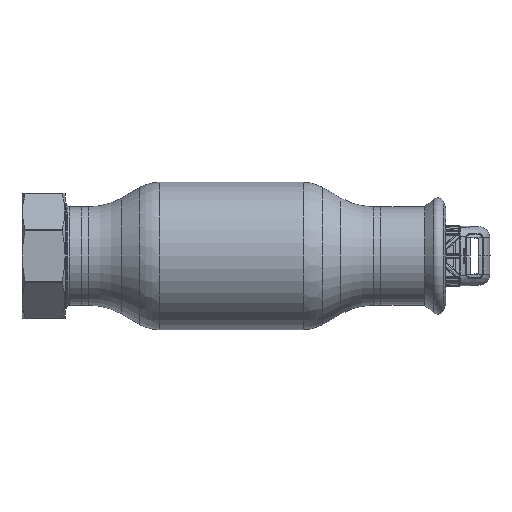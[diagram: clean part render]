
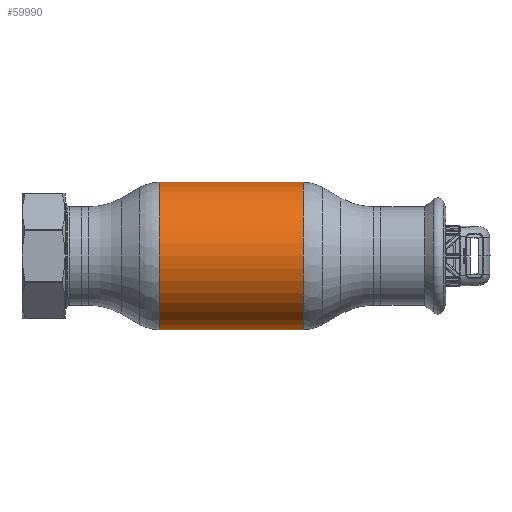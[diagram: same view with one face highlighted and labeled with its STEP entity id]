
A CAD part, front view. The second image highlights one B-rep face of the part: STEP entity #59990.
In plain terms, the highlighted cylindrical face has radius 34 mm (diameter 68 mm), a partial arc.
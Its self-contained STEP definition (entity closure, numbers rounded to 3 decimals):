
#676 = CARTESIAN_POINT ( 'NONE',  ( 33.177, 0., 0. ) ) ;
#706 = CIRCLE ( 'NONE', #54435, 34. ) ;
#1153 = VECTOR ( 'NONE', #30730, 1000. ) ;
#3416 = EDGE_LOOP ( 'NONE', ( #43167, #22340, #63515, #15587 ) ) ;
#4352 = VERTEX_POINT ( 'NONE', #9461 ) ;
#4691 = EDGE_CURVE ( 'NONE', #31582, #48938, #8085, .T. ) ;
#7188 = CARTESIAN_POINT ( 'NONE',  ( -33.177, 0., 34. ) ) ;
#8085 = LINE ( 'NONE', #21657, #1153 ) ;
#9461 = CARTESIAN_POINT ( 'NONE',  ( 33.177, 0., 34. ) ) ;
#9462 = CIRCLE ( 'NONE', #22701, 34. ) ;
#10581 = DIRECTION ( 'NONE',  ( -1., 0., 0. ) ) ;
#13441 = DIRECTION ( 'NONE',  ( -1., 0., 0. ) ) ;
#15524 = LINE ( 'NONE', #53265, #32431 ) ;
#15587 = ORIENTED_EDGE ( 'NONE', *, *, #60651, .F. ) ;
#16195 = CYLINDRICAL_SURFACE ( 'NONE', #19817, 34. ) ;
#18483 = DIRECTION ( 'NONE',  ( -1., 0., 0. ) ) ;
#19817 = AXIS2_PLACEMENT_3D ( 'NONE', #25998, #55234, #50468 ) ;
#20818 = FACE_OUTER_BOUND ( 'NONE', #3416, .T. ) ;
#21657 = CARTESIAN_POINT ( 'NONE',  ( -62.69, 0., -34. ) ) ;
#22340 = ORIENTED_EDGE ( 'NONE', *, *, #49853, .T. ) ;
#22701 = AXIS2_PLACEMENT_3D ( 'NONE', #676, #10581, #44925 ) ;
#25269 = EDGE_CURVE ( 'NONE', #4352, #25932, #15524, .T. ) ;
#25932 = VERTEX_POINT ( 'NONE', #7188 ) ;
#25998 = CARTESIAN_POINT ( 'NONE',  ( -62.69, 0., 0. ) ) ;
#30730 = DIRECTION ( 'NONE',  ( -1., 0., 0. ) ) ;
#31582 = VERTEX_POINT ( 'NONE', #60138 ) ;
#32431 = VECTOR ( 'NONE', #18483, 1000. ) ;
#33506 = CARTESIAN_POINT ( 'NONE',  ( -33.177, 0., -34. ) ) ;
#38384 = DIRECTION ( 'NONE',  ( 0., 0., 1. ) ) ;
#43167 = ORIENTED_EDGE ( 'NONE', *, *, #4691, .F. ) ;
#44925 = DIRECTION ( 'NONE',  ( 0., 0., 1. ) ) ;
#48938 = VERTEX_POINT ( 'NONE', #33506 ) ;
#49853 = EDGE_CURVE ( 'NONE', #31582, #4352, #9462, .T. ) ;
#50468 = DIRECTION ( 'NONE',  ( 0., 0., 1. ) ) ;
#53265 = CARTESIAN_POINT ( 'NONE',  ( -62.69, 0., 34. ) ) ;
#54435 = AXIS2_PLACEMENT_3D ( 'NONE', #62745, #13441, #38384 ) ;
#55234 = DIRECTION ( 'NONE',  ( -1., 0., 0. ) ) ;
#59990 = ADVANCED_FACE ( 'NONE', ( #20818 ), #16195, .T. ) ;
#60138 = CARTESIAN_POINT ( 'NONE',  ( 33.177, 0., -34. ) ) ;
#60651 = EDGE_CURVE ( 'NONE', #48938, #25932, #706, .T. ) ;
#62745 = CARTESIAN_POINT ( 'NONE',  ( -33.177, 0., 0. ) ) ;
#63515 = ORIENTED_EDGE ( 'NONE', *, *, #25269, .T. ) ;
